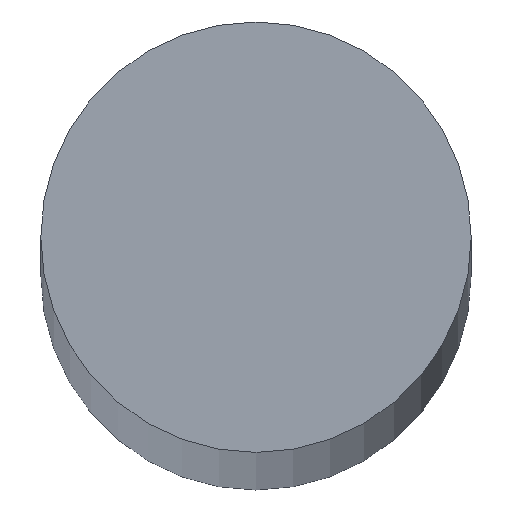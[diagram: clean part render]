
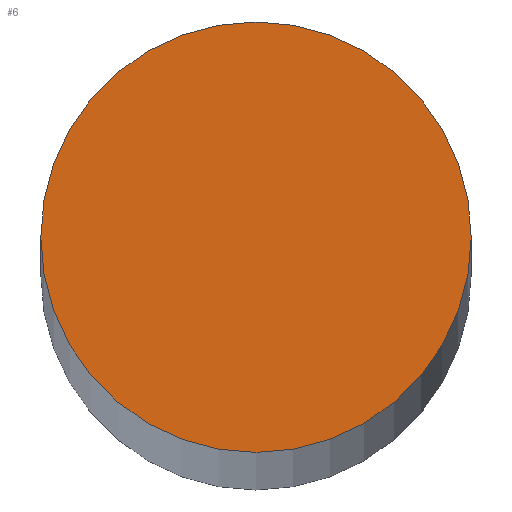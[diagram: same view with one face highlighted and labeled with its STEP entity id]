
A CAD part, top view. The second image highlights one B-rep face of the part: STEP entity #6.
In plain terms, the highlighted planar face has unit normal (0, 0, 1).
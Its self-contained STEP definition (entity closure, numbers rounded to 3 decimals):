
#3 = DIRECTION ( 'NONE',  ( 0., 0., 1. ) ) ;
#4 = AXIS2_PLACEMENT_3D ( 'NONE', #9, #3, #15 ) ;
#5 = EDGE_CURVE ( 'NONE', #18, #11, #41, .T. ) ;
#6 = ADVANCED_FACE ( 'NONE', ( #7 ), #10, .T. ) ;
#7 = FACE_OUTER_BOUND ( 'NONE', #12, .T. ) ;
#9 = CARTESIAN_POINT ( 'NONE',  ( 0., 0., 125. ) ) ;
#10 = PLANE ( 'NONE',  #4 ) ;
#11 = VERTEX_POINT ( 'NONE', #64 ) ;
#12 = EDGE_LOOP ( 'NONE', ( #33, #47 ) ) ;
#15 = DIRECTION ( 'NONE',  ( 1., 0., 0. ) ) ;
#18 = VERTEX_POINT ( 'NONE', #60 ) ;
#27 = EDGE_CURVE ( 'NONE', #11, #18, #99, .T. ) ;
#33 = ORIENTED_EDGE ( 'NONE', *, *, #5, .T. ) ;
#34 = CARTESIAN_POINT ( 'NONE',  ( 0., 0., 125. ) ) ;
#39 = DIRECTION ( 'NONE',  ( 1., 0., 0. ) ) ;
#40 = AXIS2_PLACEMENT_3D ( 'NONE', #34, #45, #39 ) ;
#41 = CIRCLE ( 'NONE', #40, 2.5 ) ;
#45 = DIRECTION ( 'NONE',  ( 0., 0., 1. ) ) ;
#47 = ORIENTED_EDGE ( 'NONE', *, *, #27, .T. ) ;
#60 = CARTESIAN_POINT ( 'NONE',  ( -2.5, 0., 125. ) ) ;
#64 = CARTESIAN_POINT ( 'NONE',  ( 2.5, 0., 125. ) ) ;
#97 = CARTESIAN_POINT ( 'NONE',  ( 0., 0., 125. ) ) ;
#99 = CIRCLE ( 'NONE', #125, 2.5 ) ;
#123 = DIRECTION ( 'NONE',  ( 1., 0., 0. ) ) ;
#124 = DIRECTION ( 'NONE',  ( 0., 0., 1. ) ) ;
#125 = AXIS2_PLACEMENT_3D ( 'NONE', #97, #124, #123 ) ;
